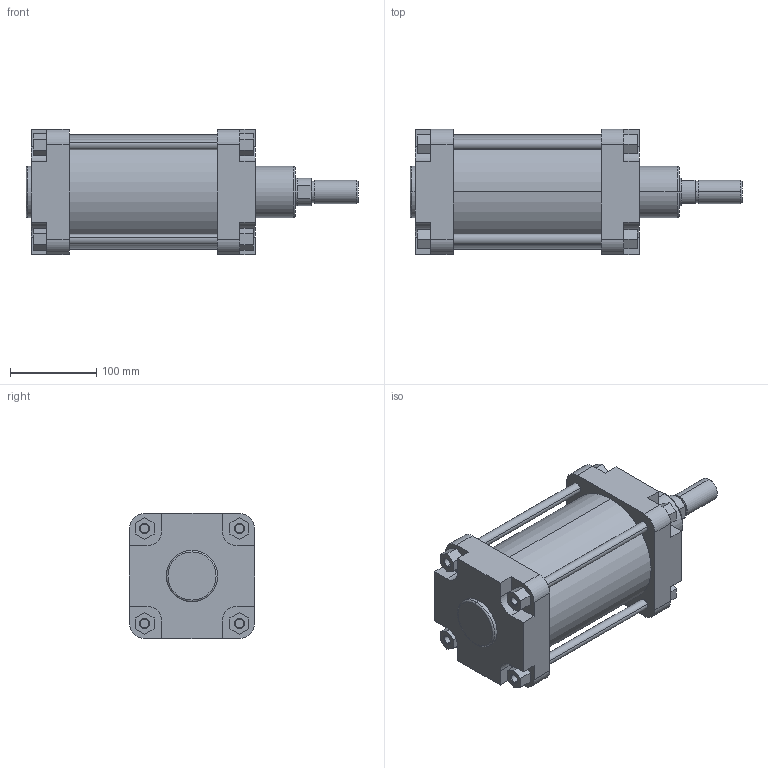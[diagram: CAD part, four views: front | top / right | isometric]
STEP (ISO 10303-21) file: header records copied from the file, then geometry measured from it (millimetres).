
FILE_DESCRIPTION (( 'STEP AP214' ), '1' );
FILE_NAME ('PMB 125-100 CYLINDER.STEP', '2010-08-04T08:58:38', ( '' ), ( '' ), 'SwSTEP 2.0', 'SolidWorks 2010', '' );
FILE_SCHEMA (( 'AUTOMOTIVE_DESIGN' ));
Length unit declared in the file: millimetre
Products named in the file (6): 125  PMB ARKA  KPAK ; PMB 茿P 125 BORU; 125 PMB  ÖN KAPAK RESMÝ; PMB  125   M尳; M12 SAPLAMA; PMB  125-100  CYLINDER
Assembly tree (8 placements, depth 2):
  PMB  125-100  CYLINDER
    125  PMB ARKA  KPAK 
    M12 SAPLAMA  x4
    125 PMB  ÖN KAPAK RESMÝ
    PMB  125   M尳
    PMB 茿P 125 BORU
Bounding box: 385 x 145 x 145 mm (x, y, z)
Volume: 3192660.2 mm3; surface area: 427018 mm2
Topology: 8 solids, 8 shells, 255 faces, 595 edges, 373 vertices
Faces by surface type: plane 117, cylinder 69, cone 58, torus 11
Entity records: 7267 total; most frequent: DIRECTION 1227, CARTESIAN_POINT 1180, ORIENTED_EDGE 1106, EDGE_CURVE 553, AXIS2_PLACEMENT_3D 436, LINE 355, VECTOR 355, VERTEX_POINT 349
